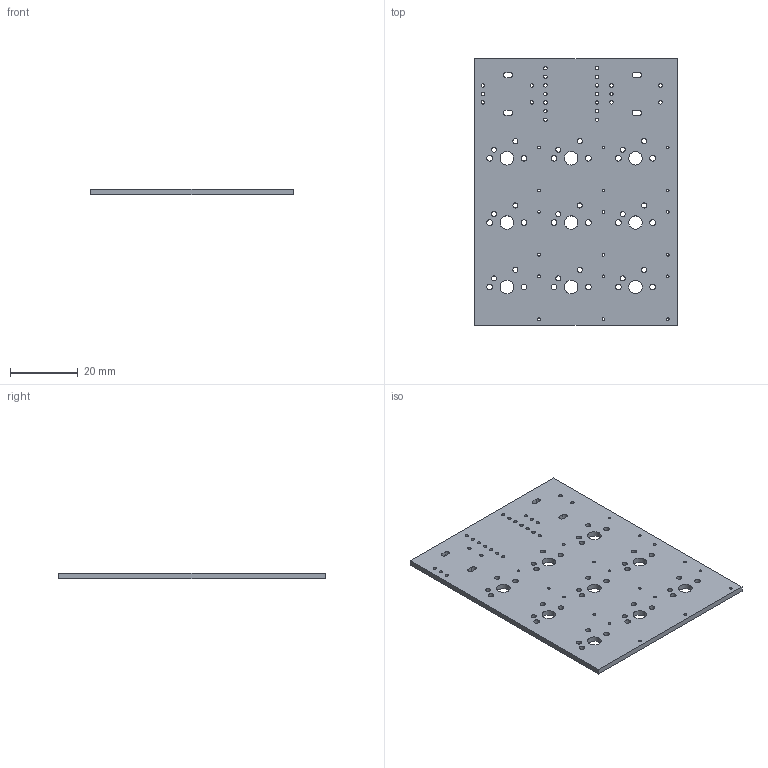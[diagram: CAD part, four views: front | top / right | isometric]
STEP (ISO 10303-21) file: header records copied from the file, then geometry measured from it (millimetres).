
FILE_DESCRIPTION(('KiCad electronic assembly'),'2;1');
FILE_NAME('CyberPad PCB.step','2024-10-04T02:19:45',('Pcbnew'),('Kicad') ,'Open CASCADE STEP processor 7.8','KiCad to STEP converter','Unknown' );
FILE_SCHEMA(('AUTOMOTIVE_DESIGN { 1 0 10303 214 1 1 1 1 }'));
Length unit declared in the file: millimetre
Products named in the file (2): CyberPad PCB 1; _autosave-MacroPad for Hackclub_PCB
Assembly tree (1 placements, depth 2):
  CyberPad PCB 1
    _autosave-MacroPad for Hackclub_PCB
Bounding box: 60 x 79 x 1.6 mm (x, y, z)
Volume: 7218.4 mm3; surface area: 10178 mm2
Topology: 1 solids, 1 shells, 109 faces, 321 edges, 214 vertices
Faces by surface type: cylinder 95, plane 14
Full cylindrical faces by diameter (mm): 0.8 x18, 1 x24, 1.5 x18, 1.7 x18, 4 x9
Entity records: 4146 total; most frequent: DIRECTION 733, CARTESIAN_POINT 646, ORIENTED_EDGE 642, EDGE_CURVE 321, AXIS2_PLACEMENT_3D 301, FACE_BOUND 291, EDGE_LOOP 291, VERTEX_POINT 214
